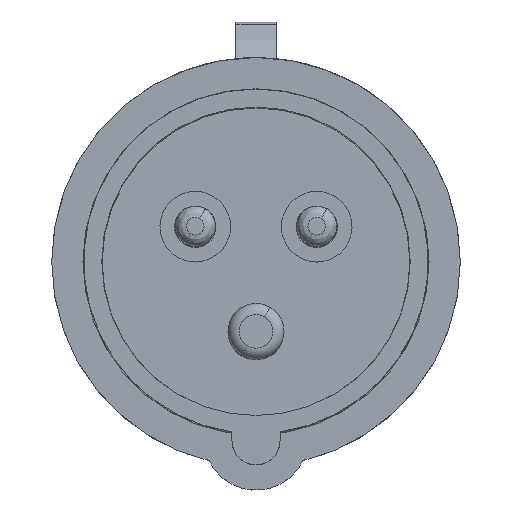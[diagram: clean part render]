
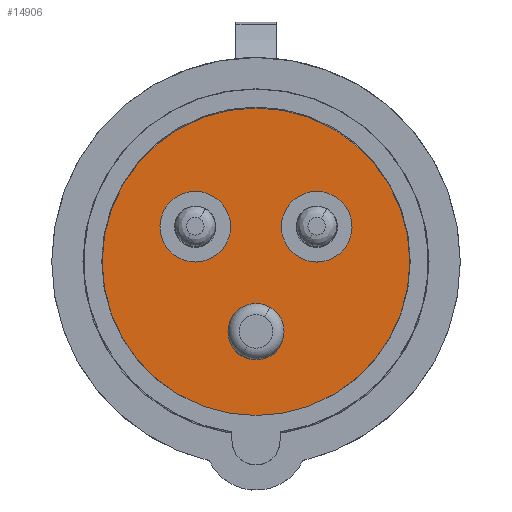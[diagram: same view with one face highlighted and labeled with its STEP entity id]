
A CAD part, top view. The second image highlights one B-rep face of the part: STEP entity #14906.
In plain terms, the highlighted planar face has unit normal (0, 0, 1).
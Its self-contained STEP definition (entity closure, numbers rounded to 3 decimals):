
#14113=CARTESIAN_POINT('',(0.,0.,2.9));
#14114=DIRECTION('',(0.,0.,-1.));
#14115=DIRECTION('',(-1.,0.,0.));
#14116=AXIS2_PLACEMENT_3D('',#14113,#14114,#14115);
#14118=CARTESIAN_POINT('',(0.,0.,2.9));
#14119=DIRECTION('',(0.,0.,-1.));
#14120=DIRECTION('',(1.,0.,0.));
#14121=AXIS2_PLACEMENT_3D('',#14118,#14119,#14120);
#14123=CARTESIAN_POINT('',(0.,8.75,2.9));
#14124=DIRECTION('',(0.,0.,1.));
#14125=DIRECTION('',(-0.477,0.879,0.));
#14126=AXIS2_PLACEMENT_3D('',#14123,#14124,#14125);
#14128=CARTESIAN_POINT('',(0.,8.75,2.9));
#14129=DIRECTION('',(0.,0.,1.));
#14130=DIRECTION('',(-1.,0.,0.));
#14131=AXIS2_PLACEMENT_3D('',#14128,#14129,#14130);
#14133=CARTESIAN_POINT('',(0.,8.75,2.9));
#14134=DIRECTION('',(0.,0.,1.));
#14135=DIRECTION('',(0.5,-0.866,0.));
#14136=AXIS2_PLACEMENT_3D('',#14133,#14134,#14135);
#14138=CARTESIAN_POINT('',(0.,8.75,2.9));
#14139=DIRECTION('',(0.,0.,1.));
#14140=DIRECTION('',(1.,0.,0.));
#14141=AXIS2_PLACEMENT_3D('',#14138,#14139,#14140);
#14143=CARTESIAN_POINT('',(7.578,-4.375,2.9));
#14144=DIRECTION('',(0.,0.,1.));
#14145=DIRECTION('',(0.477,-0.879,0.));
#14146=AXIS2_PLACEMENT_3D('',#14143,#14144,#14145);
#14148=CARTESIAN_POINT('',(7.578,-4.375,2.9));
#14149=DIRECTION('',(0.,0.,1.));
#14150=DIRECTION('',(1.,0.,0.));
#14151=AXIS2_PLACEMENT_3D('',#14148,#14149,#14150);
#14153=CARTESIAN_POINT('',(7.578,-4.375,2.9));
#14154=DIRECTION('',(0.,0.,1.));
#14155=DIRECTION('',(-0.5,0.866,0.));
#14156=AXIS2_PLACEMENT_3D('',#14153,#14154,#14155);
#14158=CARTESIAN_POINT('',(7.578,-4.375,2.9));
#14159=DIRECTION('',(0.,0.,1.));
#14160=DIRECTION('',(-1.,0.,0.));
#14161=AXIS2_PLACEMENT_3D('',#14158,#14159,#14160);
#14687=CARTESIAN_POINT('',(-19.2,0.,2.9));
#14688=CARTESIAN_POINT('',(19.2,0.,2.9));
#14689=VERTEX_POINT('',#14687);
#14690=VERTEX_POINT('',#14688);
#14691=CARTESIAN_POINT('',(-4.409,8.75,2.9));
#14692=CARTESIAN_POINT('',(2.204,4.932,2.9));
#14693=VERTEX_POINT('',#14691);
#14694=VERTEX_POINT('',#14692);
#14695=CARTESIAN_POINT('',(-2.104,12.625,2.9));
#14696=VERTEX_POINT('',#14695);
#14697=CARTESIAN_POINT('',(4.409,8.75,2.9));
#14698=VERTEX_POINT('',#14697);
#14699=CARTESIAN_POINT('',(11.987,-4.375,2.9));
#14700=CARTESIAN_POINT('',(5.373,-0.557,2.9));
#14701=VERTEX_POINT('',#14699);
#14702=VERTEX_POINT('',#14700);
#14703=CARTESIAN_POINT('',(9.682,-8.25,2.9));
#14704=VERTEX_POINT('',#14703);
#14705=CARTESIAN_POINT('',(3.169,-4.375,2.9));
#14706=VERTEX_POINT('',#14705);
#14875=CARTESIAN_POINT('',(0.,0.,2.9));
#14876=DIRECTION('',(0.,0.,1.));
#14877=DIRECTION('',(1.,0.,0.));
#14878=AXIS2_PLACEMENT_3D('',#14875,#14876,#14877);
#14879=PLANE('',#14878);
#14881=ORIENTED_EDGE('',*,*,#14880,.T.);
#14883=ORIENTED_EDGE('',*,*,#14882,.T.);
#14884=EDGE_LOOP('',(#14881,#14883));
#14885=FACE_OUTER_BOUND('',#14884,.F.);
#14887=ORIENTED_EDGE('',*,*,#14886,.T.);
#14889=ORIENTED_EDGE('',*,*,#14888,.T.);
#14891=ORIENTED_EDGE('',*,*,#14890,.T.);
#14893=ORIENTED_EDGE('',*,*,#14892,.T.);
#14894=EDGE_LOOP('',(#14887,#14889,#14891,#14893));
#14895=FACE_BOUND('',#14894,.F.);
#14897=ORIENTED_EDGE('',*,*,#14896,.T.);
#14899=ORIENTED_EDGE('',*,*,#14898,.T.);
#14901=ORIENTED_EDGE('',*,*,#14900,.T.);
#14903=ORIENTED_EDGE('',*,*,#14902,.T.);
#14904=EDGE_LOOP('',(#14897,#14899,#14901,#14903));
#14905=FACE_BOUND('',#14904,.F.);
#14906=ADVANCED_FACE('',(#14885,#14895,#14905),#14879,.T.);
#14117=CIRCLE('',#14116,19.2);
#14122=CIRCLE('',#14121,19.2);
#14127=CIRCLE('',#14126,4.409);
#14132=CIRCLE('',#14131,4.409);
#14137=CIRCLE('',#14136,4.409);
#14142=CIRCLE('',#14141,4.409);
#14147=CIRCLE('',#14146,4.409);
#14152=CIRCLE('',#14151,4.409);
#14157=CIRCLE('',#14156,4.409);
#14162=CIRCLE('',#14161,4.409);
#14880=EDGE_CURVE('',#14689,#14690,#14117,.T.);
#14882=EDGE_CURVE('',#14690,#14689,#14122,.T.);
#14886=EDGE_CURVE('',#14696,#14693,#14127,.T.);
#14888=EDGE_CURVE('',#14693,#14694,#14132,.T.);
#14890=EDGE_CURVE('',#14694,#14698,#14137,.T.);
#14892=EDGE_CURVE('',#14698,#14696,#14142,.T.);
#14896=EDGE_CURVE('',#14704,#14701,#14147,.T.);
#14898=EDGE_CURVE('',#14701,#14702,#14152,.T.);
#14900=EDGE_CURVE('',#14702,#14706,#14157,.T.);
#14902=EDGE_CURVE('',#14706,#14704,#14162,.T.);
